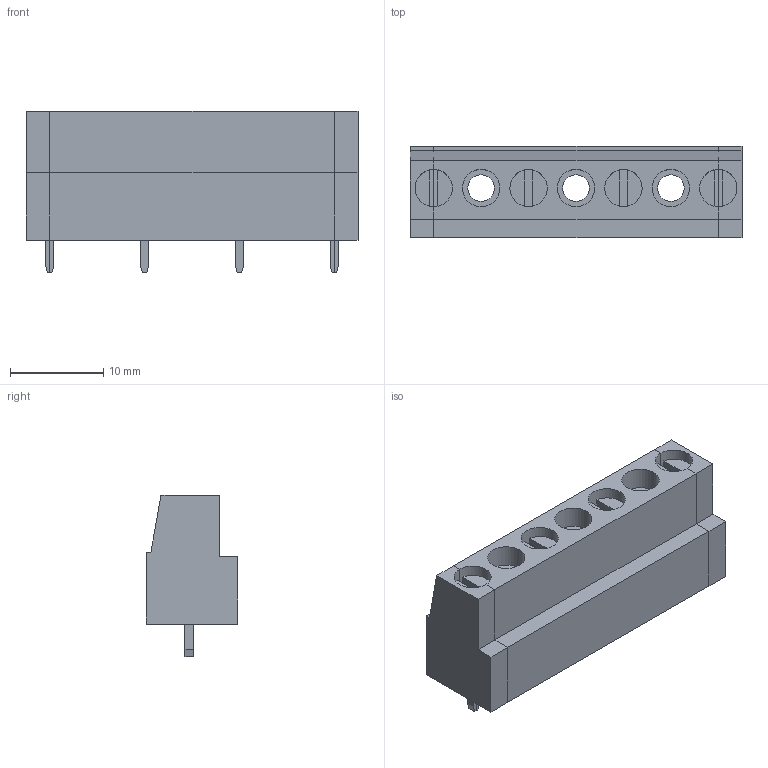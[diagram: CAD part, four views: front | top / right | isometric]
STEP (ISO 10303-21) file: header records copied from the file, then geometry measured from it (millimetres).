
FILE_DESCRIPTION( ( 'Unknown' ), '1' );
FILE_NAME( '691242610004.stp', 'Unknown', ( 'Unknown' ), ( 'Unknown' ), 'PSStep 17.0.49', 'Unknown', ' ' );
FILE_SCHEMA( ( 'AUTOMOTIVE_DESIGN { 1 0 10303 214 1 1 1 1 }' ) );
Length unit declared in the file: millimetre
Products named in the file (4): Assem1; CLA10.16_DX; CLA10.16_SX; CLA10.16_CNT
Assembly tree (3 placements, depth 2):
  Assem1
    CLA10.16_DX
    CLA10.16_SX
    CLA10.16_CNT
Bounding box: 35.56 x 9.8 x 17.3 mm (x, y, z)
Volume: 2770.5 mm3; surface area: 3447.3 mm2
Topology: 3 solids, 3 shells, 281 faces, 725 edges, 459 vertices
Faces by surface type: plane 269, cylinder 12
Full cylindrical faces by diameter (mm): 2.85 x3, 4 x5
Entity records: 10570 total; most frequent: CARTESIAN_POINT 1451, ORIENTED_EDGE 1424, DIRECTION 1320, EDGE_CURVE 712, LINE 674, VECTOR 674, VERTEX_POINT 454, AXIS2_PLACEMENT_3D 323
